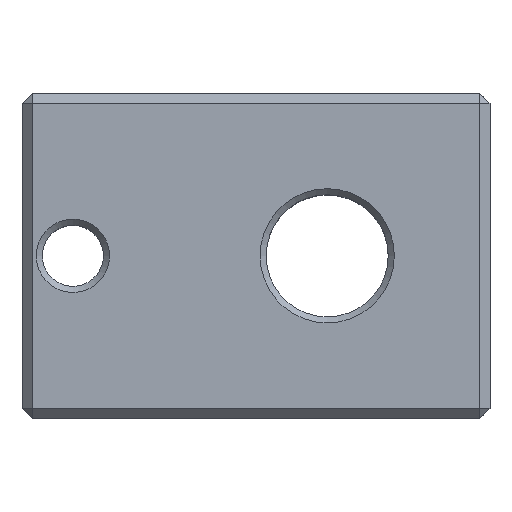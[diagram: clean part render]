
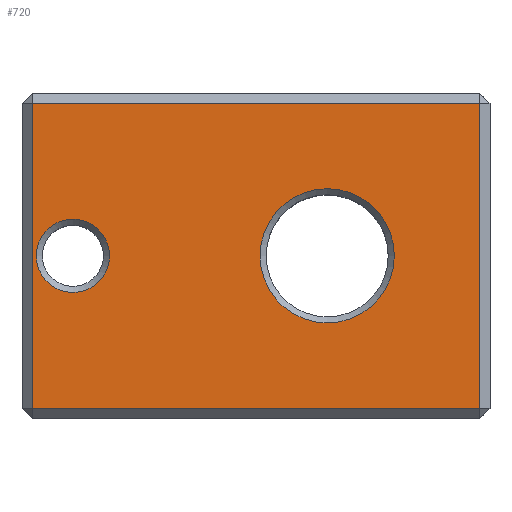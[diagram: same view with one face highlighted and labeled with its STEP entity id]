
A CAD part, top view. The second image highlights one B-rep face of the part: STEP entity #720.
In plain terms, the highlighted planar face has unit normal (0, 0, 1).
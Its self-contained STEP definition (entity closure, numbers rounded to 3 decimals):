
#40=FACE_BOUND('',#114,.T.);
#41=FACE_BOUND('',#115,.T.);
#48=CIRCLE('',#778,3.3);
#49=CIRCLE('',#779,1.8);
#70=FACE_OUTER_BOUND('',#113,.T.);
#113=EDGE_LOOP('',(#460,#461,#462,#463));
#114=EDGE_LOOP('',(#464));
#115=EDGE_LOOP('',(#465));
#161=LINE('',#1054,#229);
#162=LINE('',#1056,#230);
#163=LINE('',#1058,#231);
#164=LINE('',#1059,#232);
#229=VECTOR('',#853,1000.);
#230=VECTOR('',#854,1000.);
#231=VECTOR('',#855,1000.);
#232=VECTOR('',#856,1000.);
#300=VERTEX_POINT('',#1052);
#301=VERTEX_POINT('',#1053);
#302=VERTEX_POINT('',#1055);
#303=VERTEX_POINT('',#1057);
#304=VERTEX_POINT('',#1060);
#305=VERTEX_POINT('',#1062);
#360=EDGE_CURVE('',#300,#301,#161,.T.);
#361=EDGE_CURVE('',#301,#302,#162,.T.);
#362=EDGE_CURVE('',#302,#303,#163,.T.);
#363=EDGE_CURVE('',#303,#300,#164,.T.);
#364=EDGE_CURVE('',#304,#304,#48,.F.);
#365=EDGE_CURVE('',#305,#305,#49,.F.);
#460=ORIENTED_EDGE('',*,*,#360,.T.);
#461=ORIENTED_EDGE('',*,*,#361,.T.);
#462=ORIENTED_EDGE('',*,*,#362,.T.);
#463=ORIENTED_EDGE('',*,*,#363,.T.);
#464=ORIENTED_EDGE('',*,*,#364,.T.);
#465=ORIENTED_EDGE('',*,*,#365,.T.);
#654=PLANE('',#777);
#720=ADVANCED_FACE('',(#70,#40,#41),#654,.T.);
#777=AXIS2_PLACEMENT_3D('',#1051,#851,#852);
#778=AXIS2_PLACEMENT_3D('',#1061,#857,#858);
#779=AXIS2_PLACEMENT_3D('',#1063,#859,#860);
#851=DIRECTION('center_axis',(0.,0.,1.));
#852=DIRECTION('ref_axis',(1.,0.,0.));
#853=DIRECTION('',(0.,-1.,0.));
#854=DIRECTION('',(1.,0.,0.));
#855=DIRECTION('',(0.,1.,0.));
#856=DIRECTION('',(-1.,0.,0.));
#857=DIRECTION('center_axis',(0.,0.,1.));
#858=DIRECTION('ref_axis',(1.,0.,0.));
#859=DIRECTION('center_axis',(0.,0.,1.));
#860=DIRECTION('ref_axis',(1.,0.,0.));
#1051=CARTESIAN_POINT('Origin',(0.,0.,11.5));
#1052=CARTESIAN_POINT('',(-11.,7.5,11.5));
#1053=CARTESIAN_POINT('',(-11.,-7.5,11.5));
#1054=CARTESIAN_POINT('',(-11.,-8.,11.5));
#1055=CARTESIAN_POINT('',(11.,-7.5,11.5));
#1056=CARTESIAN_POINT('',(11.5,-7.5,11.5));
#1057=CARTESIAN_POINT('',(11.,7.5,11.5));
#1058=CARTESIAN_POINT('',(11.,8.,11.5));
#1059=CARTESIAN_POINT('',(-11.5,7.5,11.5));
#1060=CARTESIAN_POINT('',(0.2,0.,11.5));
#1061=CARTESIAN_POINT('Origin',(3.5,0.,11.5));
#1062=CARTESIAN_POINT('',(-10.8,0.,11.5));
#1063=CARTESIAN_POINT('Origin',(-9.,0.,11.5));
